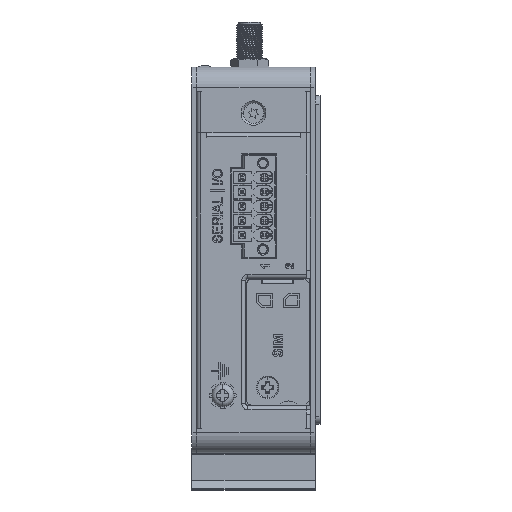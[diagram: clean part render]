
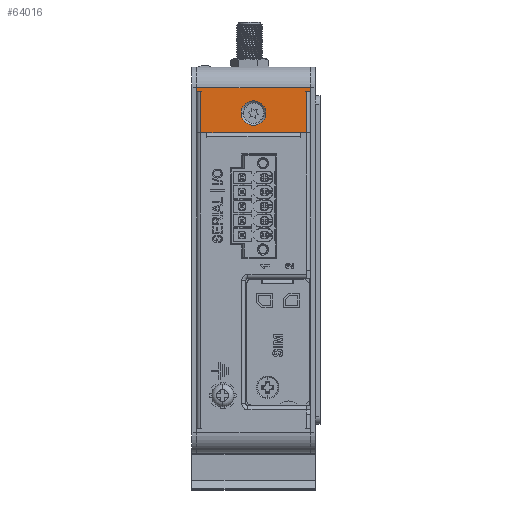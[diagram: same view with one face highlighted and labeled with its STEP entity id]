
A CAD part, left-side view. The second image highlights one B-rep face of the part: STEP entity #64016.
In plain terms, the highlighted planar face has unit normal (-1, 0, 0).
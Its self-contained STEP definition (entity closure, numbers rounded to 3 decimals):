
#1257 = CARTESIAN_POINT ( 'NONE',  ( -64.5, 6., 1.1 ) ) ;
#1923 = CARTESIAN_POINT ( 'NONE',  ( -64.5, 5.9, 27.6 ) ) ;
#2518 = DIRECTION ( 'NONE',  ( 0., -1., 0. ) ) ;
#2592 = ORIENTED_EDGE ( 'NONE', *, *, #171800, .T. ) ;
#4634 = VECTOR ( 'NONE', #68347, 1000. ) ;
#6169 = CARTESIAN_POINT ( 'NONE',  ( -64.5, -2.069, 26.6 ) ) ;
#7582 = ORIENTED_EDGE ( 'NONE', *, *, #55831, .T. ) ;
#7759 = AXIS2_PLACEMENT_3D ( 'NONE', #138023, #86088, #98029 ) ;
#7855 = VECTOR ( 'NONE', #8337, 1000. ) ;
#8337 = DIRECTION ( 'NONE',  ( 0., 0., -1. ) ) ;
#8614 = DIRECTION ( 'NONE',  ( 0., 0., -1. ) ) ;
#9213 = DIRECTION ( 'NONE',  ( 0., 0., -1. ) ) ;
#9878 = ORIENTED_EDGE ( 'NONE', *, *, #153488, .F. ) ;
#10933 = CARTESIAN_POINT ( 'NONE',  ( -64.5, 5., 27.6 ) ) ;
#13420 = ORIENTED_EDGE ( 'NONE', *, *, #174496, .T. ) ;
#14581 = EDGE_CURVE ( 'NONE', #154740, #71937, #18333, .T. ) ;
#16266 = EDGE_CURVE ( 'NONE', #78161, #168563, #73456, .T. ) ;
#16737 = CARTESIAN_POINT ( 'NONE',  ( -64.5, 6., 1. ) ) ;
#16834 = CARTESIAN_POINT ( 'NONE',  ( -64.5, 6., 27.6 ) ) ;
#17064 = CARTESIAN_POINT ( 'NONE',  ( -64.5, 5., 27.6 ) ) ;
#17803 = LINE ( 'NONE', #1923, #22161 ) ;
#18333 = LINE ( 'NONE', #16834, #140322 ) ;
#18480 = EDGE_LOOP ( 'NONE', ( #104882, #22661, #113651, #86108, #150937, #76564, #2592, #60969, #138452, #7582, #13420, #171061 ) ) ;
#19578 = LINE ( 'NONE', #60017, #96684 ) ;
#22161 = VECTOR ( 'NONE', #2518, 1000. ) ;
#22661 = ORIENTED_EDGE ( 'NONE', *, *, #92001, .F. ) ;
#22957 = CARTESIAN_POINT ( 'NONE',  ( -64.5, 6., 26.5 ) ) ;
#32689 = VERTEX_POINT ( 'NONE', #176359 ) ;
#33541 = CARTESIAN_POINT ( 'NONE',  ( -64.5, 16., 27.6 ) ) ;
#36828 = FACE_BOUND ( 'NONE', #144366, .T. ) ;
#38576 = EDGE_CURVE ( 'NONE', #69210, #99848, #19578, .T. ) ;
#43296 = VERTEX_POINT ( 'NONE', #75536 ) ;
#46004 = CARTESIAN_POINT ( 'NONE',  ( -64.5, 5.9, 0. ) ) ;
#48747 = DIRECTION ( 'NONE',  ( 0., -1., 0. ) ) ;
#50009 = AXIS2_PLACEMENT_3D ( 'NONE', #63621, #88821, #8614 ) ;
#53092 = LINE ( 'NONE', #22957, #74521 ) ;
#55741 = CARTESIAN_POINT ( 'NONE',  ( -64.5, 5.9, 26.5 ) ) ;
#55831 = EDGE_CURVE ( 'NONE', #71937, #141591, #130715, .T. ) ;
#57573 = DIRECTION ( 'NONE',  ( 0., 0., 1. ) ) ;
#60017 = CARTESIAN_POINT ( 'NONE',  ( -64.5, 6., 37.885 ) ) ;
#60969 = ORIENTED_EDGE ( 'NONE', *, *, #76572, .T. ) ;
#62948 = DIRECTION ( 'NONE',  ( 0., 1., 0. ) ) ;
#63621 = CARTESIAN_POINT ( 'NONE',  ( -64.5, 11.2, 13.8 ) ) ;
#64016 = ADVANCED_FACE ( 'NONE', ( #130925, #36828 ), #124249, .T. ) ;
#65544 = VECTOR ( 'NONE', #146418, 1000. ) ;
#68347 = DIRECTION ( 'NONE',  ( 0., -1., 0. ) ) ;
#69092 = EDGE_CURVE ( 'NONE', #168563, #107908, #168155, .T. ) ;
#69210 = VERTEX_POINT ( 'NONE', #138873 ) ;
#71780 = EDGE_CURVE ( 'NONE', #115645, #32689, #115967, .T. ) ;
#71791 = DIRECTION ( 'NONE',  ( -1., 0., 0. ) ) ;
#71937 = VERTEX_POINT ( 'NONE', #1257 ) ;
#72973 = CARTESIAN_POINT ( 'NONE',  ( -64.5, 11.2, 13.8 ) ) ;
#73456 = LINE ( 'NONE', #10933, #122612 ) ;
#74521 = VECTOR ( 'NONE', #48747, 1000. ) ;
#75536 = CARTESIAN_POINT ( 'NONE',  ( -64.5, 16., 1. ) ) ;
#76564 = ORIENTED_EDGE ( 'NONE', *, *, #105218, .T. ) ;
#76572 = EDGE_CURVE ( 'NONE', #43296, #154740, #112634, .T. ) ;
#76850 = CARTESIAN_POINT ( 'NONE',  ( -64.5, 5., 0. ) ) ;
#77160 = LINE ( 'NONE', #55741, #90003 ) ;
#78161 = VERTEX_POINT ( 'NONE', #17064 ) ;
#78663 = CARTESIAN_POINT ( 'NONE',  ( -64.5, 11.2, 16.8 ) ) ;
#79082 = VERTEX_POINT ( 'NONE', #172294 ) ;
#84402 = CARTESIAN_POINT ( 'NONE',  ( -64.5, 16., 26.6 ) ) ;
#86088 = DIRECTION ( 'NONE',  ( -1., 0., 0. ) ) ;
#86108 = ORIENTED_EDGE ( 'NONE', *, *, #163397, .F. ) ;
#88821 = DIRECTION ( 'NONE',  ( -1., 0., 0. ) ) ;
#90003 = VECTOR ( 'NONE', #110733, 1000. ) ;
#91132 = VERTEX_POINT ( 'NONE', #84402 ) ;
#92001 = EDGE_CURVE ( 'NONE', #79082, #78161, #17803, .T. ) ;
#95883 = CARTESIAN_POINT ( 'NONE',  ( -64.5, -2.069, 1. ) ) ;
#96684 = VECTOR ( 'NONE', #115578, 1000. ) ;
#98029 = DIRECTION ( 'NONE',  ( 0., 0., -1. ) ) ;
#99788 = CIRCLE ( 'NONE', #165290, 3. ) ;
#99848 = VERTEX_POINT ( 'NONE', #172776 ) ;
#104137 = VECTOR ( 'NONE', #109592, 1000. ) ;
#104882 = ORIENTED_EDGE ( 'NONE', *, *, #16266, .F. ) ;
#105218 = EDGE_CURVE ( 'NONE', #69210, #91132, #163356, .T. ) ;
#107908 = VERTEX_POINT ( 'NONE', #46004 ) ;
#109592 = DIRECTION ( 'NONE',  ( 0., -1., 0. ) ) ;
#110733 = DIRECTION ( 'NONE',  ( 0., 0., 1. ) ) ;
#112634 = LINE ( 'NONE', #95883, #104137 ) ;
#113651 = ORIENTED_EDGE ( 'NONE', *, *, #150549, .F. ) ;
#115578 = DIRECTION ( 'NONE',  ( 0., 0., -1. ) ) ;
#115645 = VERTEX_POINT ( 'NONE', #78663 ) ;
#115967 = CIRCLE ( 'NONE', #50009, 3. ) ;
#117164 = CARTESIAN_POINT ( 'NONE',  ( -64.5, -2.069, 0. ) ) ;
#118806 = CARTESIAN_POINT ( 'NONE',  ( -64.5, 5.9, 27.6 ) ) ;
#122612 = VECTOR ( 'NONE', #9213, 1000. ) ;
#124249 = PLANE ( 'NONE',  #7759 ) ;
#126961 = VECTOR ( 'NONE', #62948, 1000. ) ;
#127395 = CARTESIAN_POINT ( 'NONE',  ( -64.5, 5.9, 26.5 ) ) ;
#130715 = LINE ( 'NONE', #134092, #4634 ) ;
#130925 = FACE_OUTER_BOUND ( 'NONE', #18480, .T. ) ;
#134092 = CARTESIAN_POINT ( 'NONE',  ( -64.5, 5., 1.1 ) ) ;
#138023 = CARTESIAN_POINT ( 'NONE',  ( -64.5, -2.069, 27.6 ) ) ;
#138343 = LINE ( 'NONE', #33541, #7855 ) ;
#138452 = ORIENTED_EDGE ( 'NONE', *, *, #14581, .T. ) ;
#138873 = CARTESIAN_POINT ( 'NONE',  ( -64.5, 6., 26.6 ) ) ;
#140322 = VECTOR ( 'NONE', #57573, 1000. ) ;
#141591 = VERTEX_POINT ( 'NONE', #170143 ) ;
#144366 = EDGE_LOOP ( 'NONE', ( #9878, #168054 ) ) ;
#145920 = LINE ( 'NONE', #118806, #175908 ) ;
#146418 = DIRECTION ( 'NONE',  ( 0., 1., 0. ) ) ;
#150549 = EDGE_CURVE ( 'NONE', #165488, #79082, #77160, .T. ) ;
#150937 = ORIENTED_EDGE ( 'NONE', *, *, #38576, .F. ) ;
#153488 = EDGE_CURVE ( 'NONE', #32689, #115645, #99788, .T. ) ;
#154740 = VERTEX_POINT ( 'NONE', #16737 ) ;
#163356 = LINE ( 'NONE', #6169, #126961 ) ;
#163397 = EDGE_CURVE ( 'NONE', #99848, #165488, #53092, .T. ) ;
#165290 = AXIS2_PLACEMENT_3D ( 'NONE', #72973, #71791, #168477 ) ;
#165488 = VERTEX_POINT ( 'NONE', #127395 ) ;
#168054 = ORIENTED_EDGE ( 'NONE', *, *, #71780, .F. ) ;
#168155 = LINE ( 'NONE', #117164, #65544 ) ;
#168477 = DIRECTION ( 'NONE',  ( 0., 0., -1. ) ) ;
#168563 = VERTEX_POINT ( 'NONE', #76850 ) ;
#170143 = CARTESIAN_POINT ( 'NONE',  ( -64.5, 5.9, 1.1 ) ) ;
#171061 = ORIENTED_EDGE ( 'NONE', *, *, #69092, .F. ) ;
#171800 = EDGE_CURVE ( 'NONE', #91132, #43296, #138343, .T. ) ;
#172294 = CARTESIAN_POINT ( 'NONE',  ( -64.5, 5.9, 27.6 ) ) ;
#172776 = CARTESIAN_POINT ( 'NONE',  ( -64.5, 6., 26.5 ) ) ;
#174496 = EDGE_CURVE ( 'NONE', #141591, #107908, #145920, .T. ) ;
#174861 = DIRECTION ( 'NONE',  ( 0., 0., -1. ) ) ;
#175908 = VECTOR ( 'NONE', #174861, 1000. ) ;
#176359 = CARTESIAN_POINT ( 'NONE',  ( -64.5, 11.2, 10.8 ) ) ;
